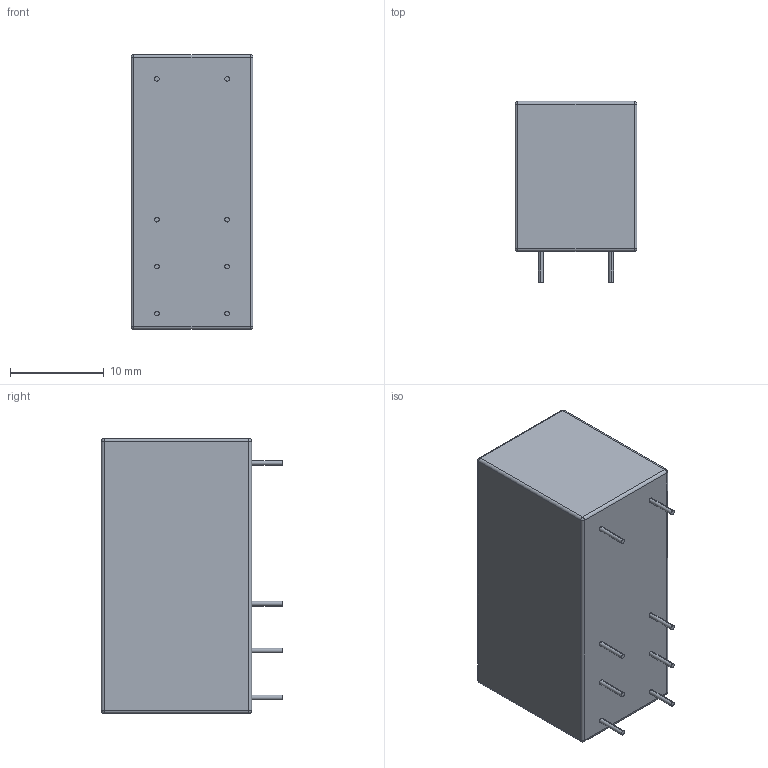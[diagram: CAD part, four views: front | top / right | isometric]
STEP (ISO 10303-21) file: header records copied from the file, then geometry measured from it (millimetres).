
FILE_DESCRIPTION (( 'STEP AP214' ), '1' );
FILE_NAME ('16581A2C-7D1D-4AAC-864A-213503377337.STEP', '2023-06-12T16:56:05', ( '' ), ( '' ), 'SwSTEP 2.0', 'SolidWorks 2022', '' );
FILE_SCHEMA (( 'AUTOMOTIVE_DESIGN' ));
Length unit declared in the file: millimetre
Products named in the file (1): 16581A2C-7D1D-4AAC-864A-213503377337
Bounding box: 13 x 19.3 x 29.3 mm (x, y, z)
Volume: 6095.1 mm3; surface area: 2126.7 mm2
Topology: 1 solids, 1 shells, 50 faces, 104 edges, 56 vertices
Faces by surface type: cylinder 28, plane 14, sphere 8
Entity records: 1584 total; most frequent: DIRECTION 254, CARTESIAN_POINT 203, ORIENTED_EDGE 192, AXIS2_PLACEMENT_3D 107, EDGE_CURVE 96, EDGE_LOOP 58, VERTEX_POINT 56, CIRCLE 56
